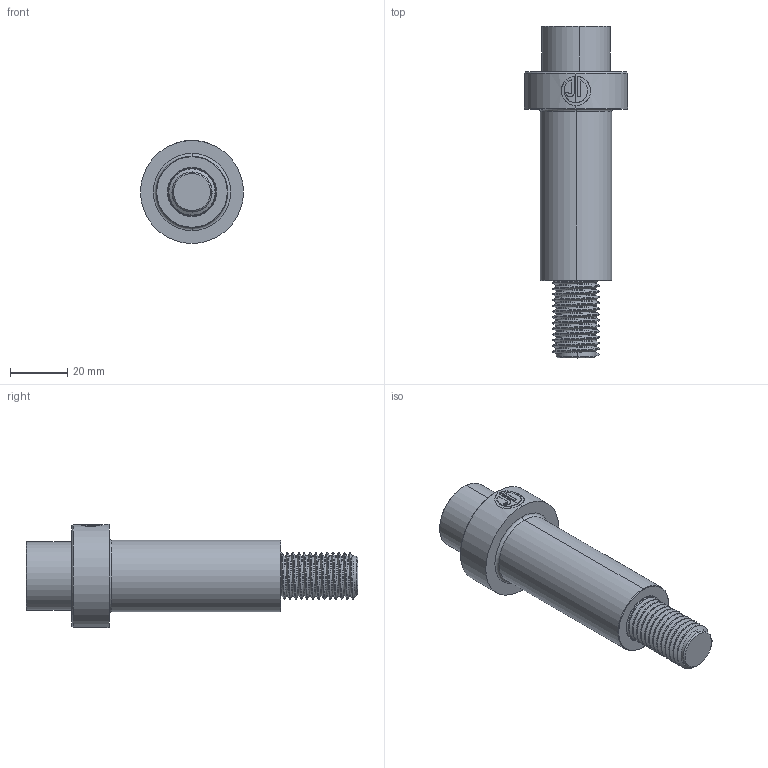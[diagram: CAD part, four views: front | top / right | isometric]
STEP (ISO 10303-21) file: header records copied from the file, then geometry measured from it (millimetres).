
FILE_DESCRIPTION (( 'STEP AP214' ), '1' );
FILE_NAME ('MSR-D25-L60.STEP', '2021-10-24T07:47:15', ( '' ), ( '' ), 'SwSTEP 2.0', 'SolidWorks 2016', '' );
FILE_SCHEMA (( 'AUTOMOTIVE_DESIGN' ));
Length unit declared in the file: millimetre
Products named in the file (5): MSR-D25-L60; MSR1-D25-L60; MSR2-D25-L60
Assembly tree (2 placements, depth 2):
  MSR-D25-L60
    MSR1-D25-L60
    MSR2-D25-L60
  MSR2-D25-L60
  MSR1-D25-L60
Bounding box: 36 x 116 x 36 mm (x, y, z)
Volume: 47889.3 mm3; surface area: 19687.5 mm2
Topology: 2 solids, 2 shells, 117 faces, 299 edges, 188 vertices
Faces by surface type: cylinder 47, plane 32, cone 19, bspline 11, torus 8
Entity records: 8064 total; most frequent: CARTESIAN_POINT 5410, ORIENTED_EDGE 594, DIRECTION 468, EDGE_CURVE 297, VERTEX_POINT 188, AXIS2_PLACEMENT_3D 185, EDGE_LOOP 123, ADVANCED_FACE 117
